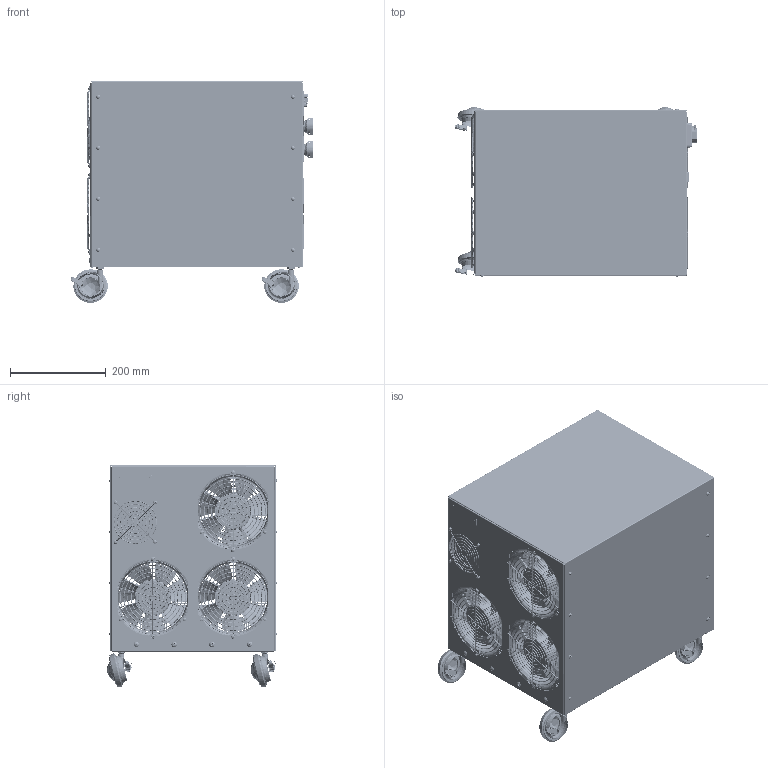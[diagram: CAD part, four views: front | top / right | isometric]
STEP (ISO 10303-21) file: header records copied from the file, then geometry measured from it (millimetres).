
FILE_DESCRIPTION (( 'STEP AP203' ), '1' );
FILE_NAME ('TFC-2700.STEP', '2016-06-27T13:29:32', ( '' ), ( '' ), 'SwSTEP 2.0', 'SolidWorks 2016', '' );
FILE_SCHEMA (( 'CONFIG_CONTROL_DESIGN' ));
Products named in the file (1): TFC-2700
Bounding box: 506.83 x 354.36 x 463.02 mm (x, y, z)
Surface area: 3236922 mm2 (no closed solid volume)
Topology: 0 solids, 1934 shells, 6284 faces, 28330 edges, 23411 vertices
Faces by surface type: plane 3131, cylinder 1402, bspline 1067, cone 338, torus 256, sphere 90
Entity records: 363141 total; most frequent: CARTESIAN_POINT 155441, DIRECTION 38349, ORIENTED_EDGE 35960, EDGE_CURVE 28147, VERTEX_POINT 23328, LINE 14369, VECTOR 14369, AXIS2_PLACEMENT_3D 11990
